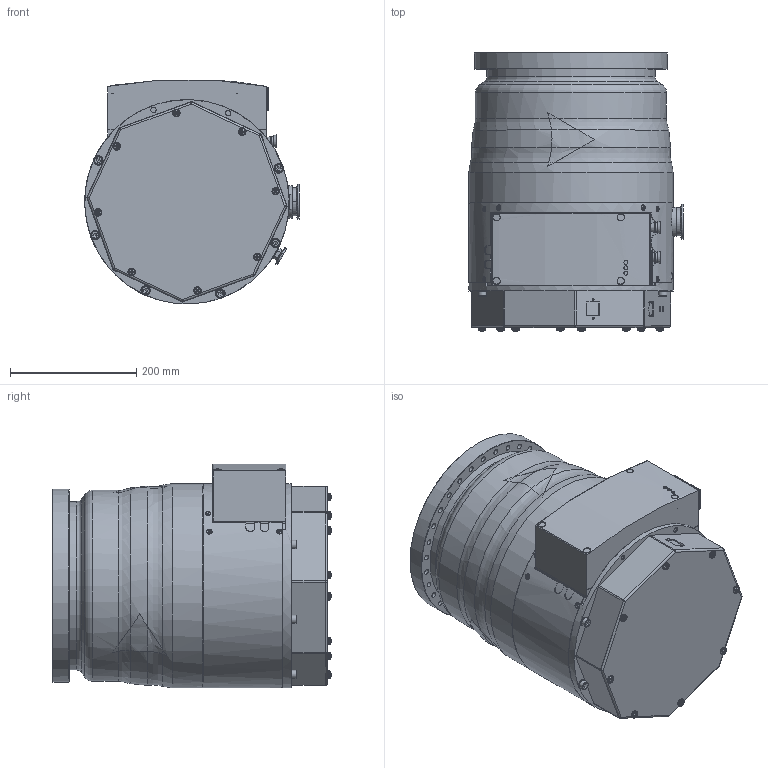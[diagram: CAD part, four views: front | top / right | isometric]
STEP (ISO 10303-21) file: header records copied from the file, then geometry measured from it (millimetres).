
FILE_DESCRIPTION((''),'2;1');
FILE_NAME('PM901811.stp','2010-06-21T09:30:19',('Lobach-W'),(''),'Autodesk Inventor 2009','Autodesk Inventor 2009','');
FILE_SCHEMA(('AUTOMOTIVE_DESIGN { 1 0 10303 214 1 1 1 1 }'));
Length unit declared in the file: millimetre
Products named in the file (1): PM901811
Bounding box: 340 x 441.85 x 355.04 mm (x, y, z)
Volume: 31832689.6 mm3; surface area: 869385.8 mm2
Topology: 55 solids, 55 shells, 1528 faces, 3818 edges, 2481 vertices
Faces by surface type: plane 732, cylinder 404, bspline 157, cone 130, torus 77, sphere 28
Full cylindrical faces by diameter (mm): 3.2 x6, 5.459 x8, 6 x4, 7.53 x6, 7.8 x2, 8 x6, 10 x8, 11.5 x6, 12 x1, 13 x6, 13.5 x2, 15 x6, 15.5 x2, 16 x1, 19 x1, 24 x1, 257 x1, 261 x1, 267 x1, 303.086 x1, 306 x1, 320 x1, 324 x3
Entity records: 53710 total; most frequent: CARTESIAN_POINT 17894, DIRECTION 7005, ORIENTED_EDGE 6812, EDGE_CURVE 3406, AXIS2_PLACEMENT_3D 2775, VERTEX_POINT 2330, EDGE_LOOP 1974, FACE_OUTER_BOUND 1526
